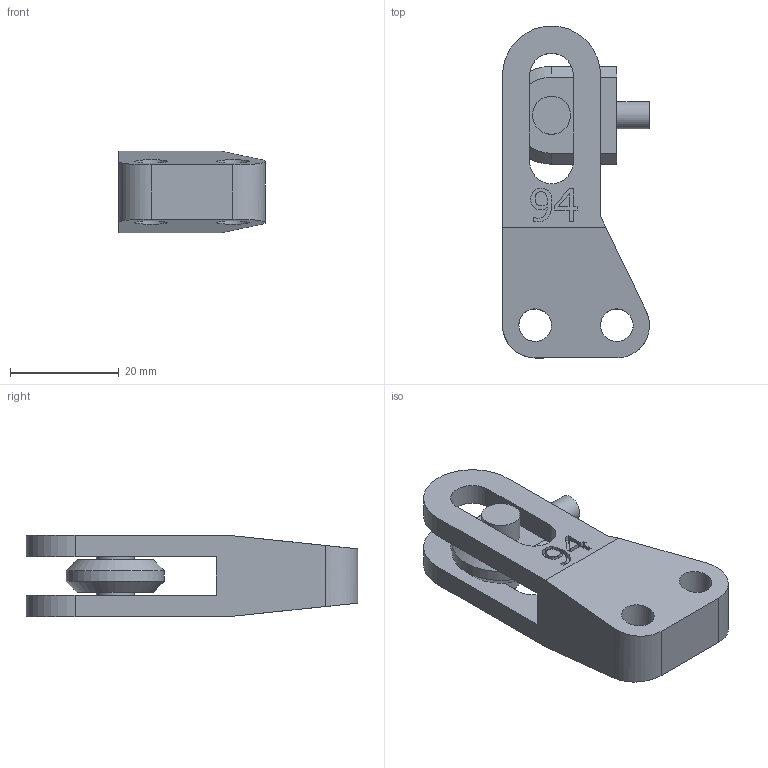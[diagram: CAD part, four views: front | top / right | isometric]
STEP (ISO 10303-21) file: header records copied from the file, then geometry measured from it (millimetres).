
FILE_DESCRIPTION(/* description */ (''),/* implementation_level */ '2;1');
FILE_NAME(/* name */ '05-3.stp',/* time_stamp */ '2021-09-12T09:23:00+09:00',/* author */ ('서울공업고등학교'),/* organization */ (''),/* preprocessor_version */ 'ST-DEVELOPER v18.1',/* originating_system */ 'Autodesk Inventor 2022',/* authorisation */ '');
FILE_SCHEMA (('AUTOMOTIVE_DESIGN { 1 0 10303 214 3 1 1 }'));
Length unit declared in the file: millimetre
Products named in the file (3): 05-3; 1번부품; 2번부품
Assembly tree (2 placements, depth 2):
  05-3
    1번부품
    2번부품
Bounding box: 27 x 61 x 15 mm (x, y, z)
Volume: 12560.9 mm3; surface area: 6638.5 mm2
Topology: 2 solids, 2 shells, 83 faces, 210 edges, 138 vertices
Faces by surface type: plane 48, bspline 19, cylinder 14, cone 2
Full cylindrical faces by diameter (mm): 5 x1, 6 x2, 7 x2
Entity records: 2701 total; most frequent: CARTESIAN_POINT 683, ORIENTED_EDGE 420, DIRECTION 340, EDGE_CURVE 210, LINE 142, VECTOR 142, VERTEX_POINT 138, AXIS2_PLACEMENT_3D 99
